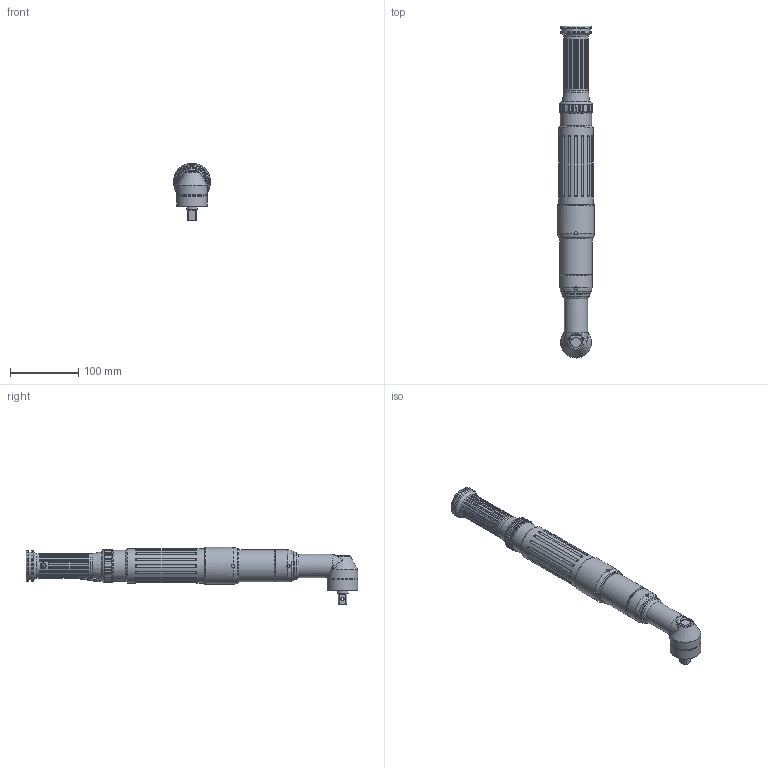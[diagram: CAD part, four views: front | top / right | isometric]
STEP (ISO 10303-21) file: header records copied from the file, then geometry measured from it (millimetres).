
FILE_DESCRIPTION(/* description */ (''),/* implementation_level */ '2;1');
FILE_NAME(/* name */ 'HFT-130M120-A-20(DS-H021)_OUTLINE.stp',/* time_stamp */ '2018-07-17T16:33:48+09:00',/* author */ ('AkihiroKATO'),/* organization */ (''),/* preprocessor_version */ 'ST-DEVELOPER v16.5',/* originating_system */ 'Autodesk Inventor 2017',/* authorisation */ '');
FILE_SCHEMA (('AUTOMOTIVE_DESIGN { 1 0 10303 214 3 1 1 }'));
Length unit declared in the file: millimetre
Products named in the file (1): HFT-130M120-A-20(DS-H021)_OUTLINE
Bounding box: 54 x 484.75 x 83.5 mm (x, y, z)
Volume: 763308.4 mm3; surface area: 89401.8 mm2
Topology: 1 solids, 7 shells, 875 faces, 2155 edges, 1381 vertices
Faces by surface type: plane 464, cylinder 278, sphere 60, cone 31, bspline 22, torus 20
Full cylindrical faces by diameter (mm): 1 x24, 1.6 x5, 3 x1, 3.98 x1, 4.1 x4, 4.5 x1, 4.6 x8, 6 x1, 6.8 x2, 8 x3, 9 x3, 15 x1, 16 x1, 20 x1, 20.5 x1, 21.4 x1, 30 x1, 34 x2, 36 x1, 40 x1, 40.2 x1, 41.2 x1, 43 x1, 43.3 x1, 44.5 x1, 45 x4, 45.4 x1, 45.5 x1, 47 x2, 48 x1
Entity records: 27692 total; most frequent: CARTESIAN_POINT 6738, DIRECTION 4474, ORIENTED_EDGE 3810, EDGE_CURVE 1897, AXIS2_PLACEMENT_3D 1857, VERTEX_POINT 1283, EDGE_LOOP 1144, CIRCLE 899
